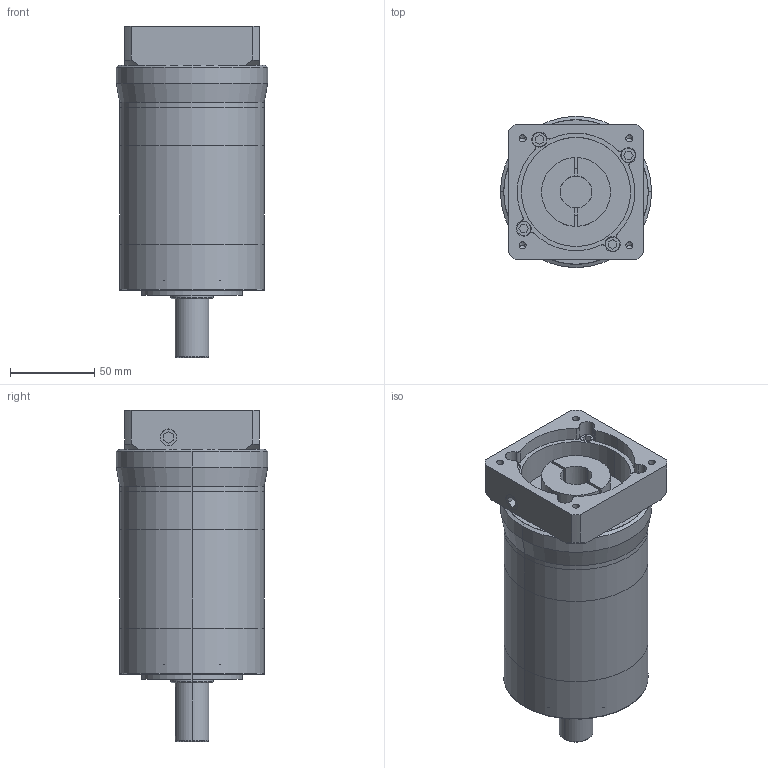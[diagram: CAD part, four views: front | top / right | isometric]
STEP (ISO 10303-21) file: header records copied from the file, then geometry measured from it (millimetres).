
FILE_DESCRIPTION (( 'STEP AP214' ), '1' );
FILE_NAME ('VGE85三级模型 方80.STEP', '2018-04-27T01:30:03', ( 'Windows' ), ( 'Microsoft' ), 'SwSTEP 2.0', 'SolidWorks 2016', '' );
FILE_SCHEMA (( 'AUTOMOTIVE_DESIGN' ));
Length unit declared in the file: millimetre
Products named in the file (1): VGE85三级模型 方80
Bounding box: 90 x 90 x 197 mm (x, y, z)
Volume: 861079.7 mm3; surface area: 137442.6 mm2
Topology: 6 solids, 6 shells, 331 faces, 799 edges, 507 vertices
Faces by surface type: plane 168, cylinder 129, cone 28, torus 6
Entity records: 9844 total; most frequent: DIRECTION 1747, CARTESIAN_POINT 1707, ORIENTED_EDGE 1562, EDGE_CURVE 781, AXIS2_PLACEMENT_3D 645, VERTEX_POINT 507, LINE 457, VECTOR 457
